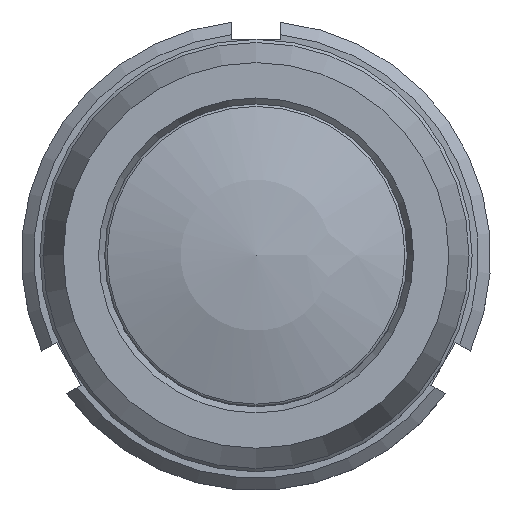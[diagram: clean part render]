
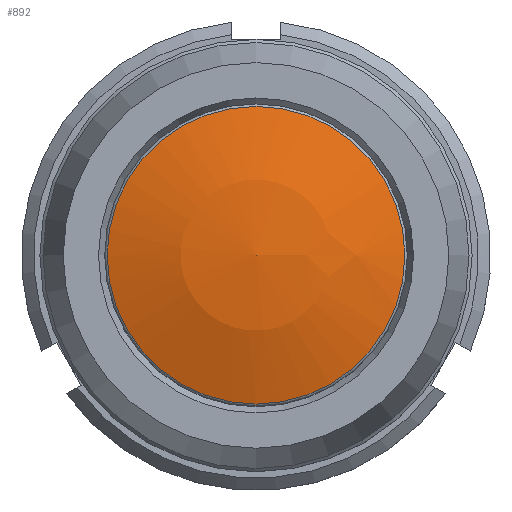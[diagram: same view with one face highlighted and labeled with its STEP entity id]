
A CAD part, top view. The second image highlights one B-rep face of the part: STEP entity #892.
In plain terms, the highlighted spherical face has radius 35 mm.
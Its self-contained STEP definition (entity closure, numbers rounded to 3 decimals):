
#40=SPHERICAL_SURFACE('',#965,35.);
#42=FACE_BOUND('',#275,.T.);
#275=EDGE_LOOP('',(#667));
#371=CIRCLE('',#966,12.053);
#447=VERTEX_POINT('',#1405);
#541=EDGE_CURVE('',#447,#447,#371,.T.);
#667=ORIENTED_EDGE('',*,*,#541,.F.);
#892=ADVANCED_FACE('',(#42),#40,.T.);
#965=AXIS2_PLACEMENT_3D('',#1404,#1109,#1110);
#966=AXIS2_PLACEMENT_3D('',#1406,#1111,#1112);
#1109=DIRECTION('center_axis',(0.,0.,1.));
#1110=DIRECTION('ref_axis',(1.,0.,0.));
#1111=DIRECTION('center_axis',(0.,0.,-1.));
#1112=DIRECTION('ref_axis',(1.,0.,0.));
#1404=CARTESIAN_POINT('Origin',(0.,0.,16.));
#1405=CARTESIAN_POINT('',(12.053,0.,48.859));
#1406=CARTESIAN_POINT('Origin',(0.,0.,48.859));
